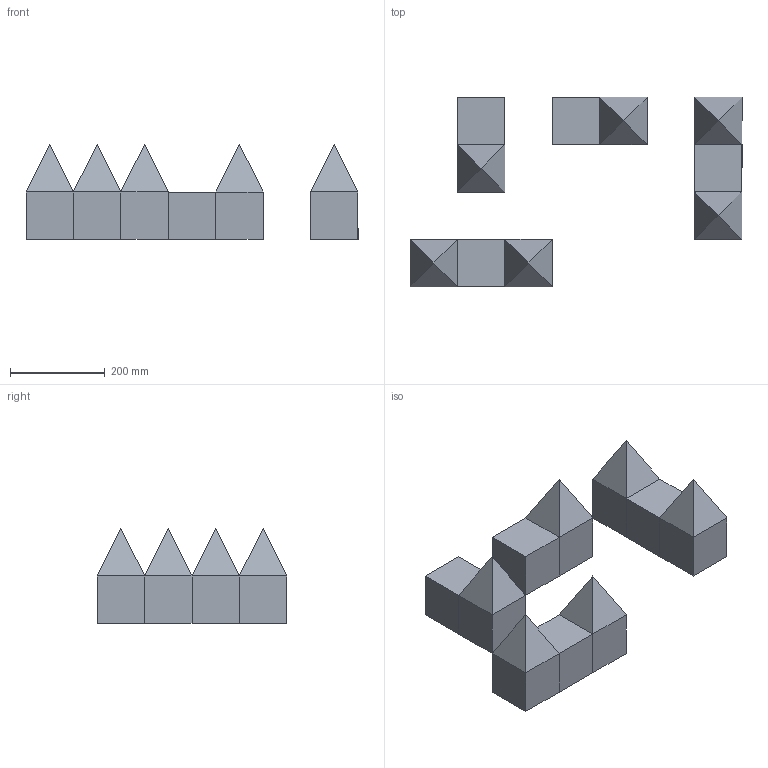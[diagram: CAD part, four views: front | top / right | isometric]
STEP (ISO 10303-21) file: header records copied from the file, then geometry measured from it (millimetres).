
FILE_DESCRIPTION(('CATIA V5 STEP Exchange'),'2;1');
FILE_NAME('small_Village.stp','2018-01-22T14:10:55+00:00',('none'),('none'),'CATIA Version 5 Release 19 GA (IN-10)','CATIA V5 STEP AP203','none');
FILE_SCHEMA(('CONFIG_CONTROL_DESIGN'));
Length unit declared in the file: millimetre
Products named in the file (5): small_Village; BigHaus; Haus; BigHausAssemblyGarage; Two_Big_Houses
Assembly tree (12 placements, depth 5):
  small_Village
    BigHaus
      Haus  x2
        #68
        #205
      #205
    BigHausAssemblyGarage
      Haus
        #68
        #205
      #205
    Two_Big_Houses
      BigHaus
        Haus  x2
          #68
          #205
        #205
      BigHausAssemblyGarage
        Haus
          #68
          #205
        #205
Bounding box: 700 x 400 x 200 mm (x, y, z)
Volume: 12000000 mm3; surface area: 794164.1 mm2
Topology: 16 solids, 16 shells, 90 faces, 168 edges, 116 vertices
Faces by surface type: plane 90
Entity records: 503 total; most frequent: DIRECTION 90, CARTESIAN_POINT 69, ORIENTED_EDGE 40, AXIS2_PLACEMENT_3D 35, VECTOR 20, EDGE_CURVE 20, LINE 20, PRODUCT_DEFINITION_SHAPE 19
